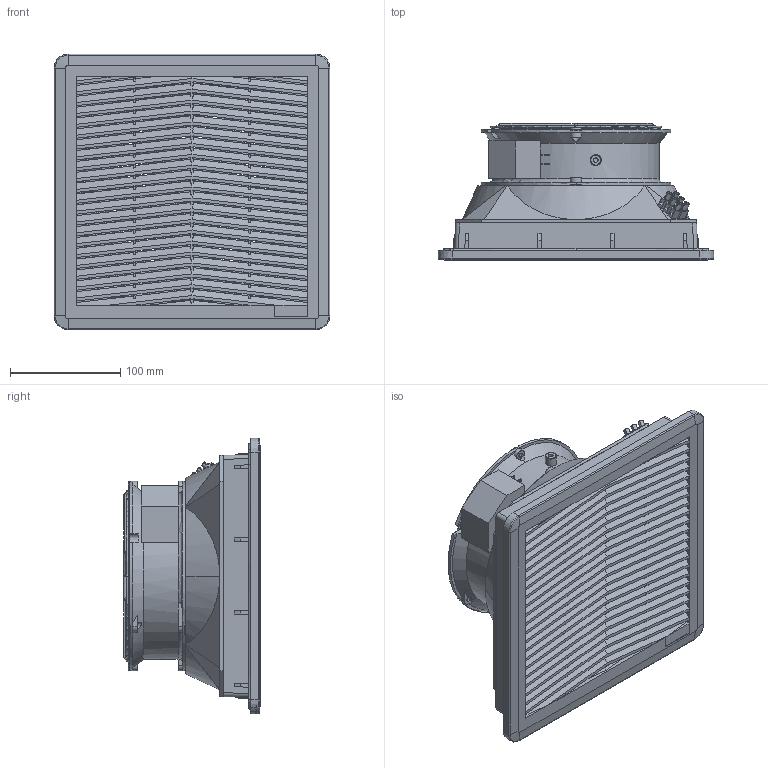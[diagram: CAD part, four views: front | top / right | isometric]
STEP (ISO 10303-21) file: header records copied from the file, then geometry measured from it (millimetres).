
FILE_DESCRIPTION((''),'2;1');
FILE_NAME('SCE-N12FA66','2013-09-11T',('alexcam'),(''),'PRO/ENGINEER BY PARAMETRIC TECHNOLOGY CORPORATION, 2010040','PRO/ENGINEER BY PARAMETRIC TECHNOLOGY CORPORATION, 2010040','');
FILE_SCHEMA(('AUTOMOTIVE_DESIGN_CC2 { 1 2 10303 214 -1 1 5 2 }'));
Products named in the file (1): SCE-N12FA66
Bounding box: 250.12 x 124.22 x 250.11 mm (x, y, z)
Volume: 531902.6 mm3; surface area: 550551.8 mm2
Topology: 13 solids, 17 shells, 2306 faces, 6956 edges, 4390 vertices
Faces by surface type: plane 1428, cylinder 447, bspline 285, torus 68, cone 59, extrusion 19
Entity records: 138204 total; most frequent: CARTESIAN_POINT 55783, ORIENTED_EDGE 13798, DIRECTION 10454, PRESENTATION_STYLE_ASSIGNMENT 7111, STYLED_ITEM 6970, CURVE_STYLE 6953, EDGE_CURVE 6953, VECTOR 4878
